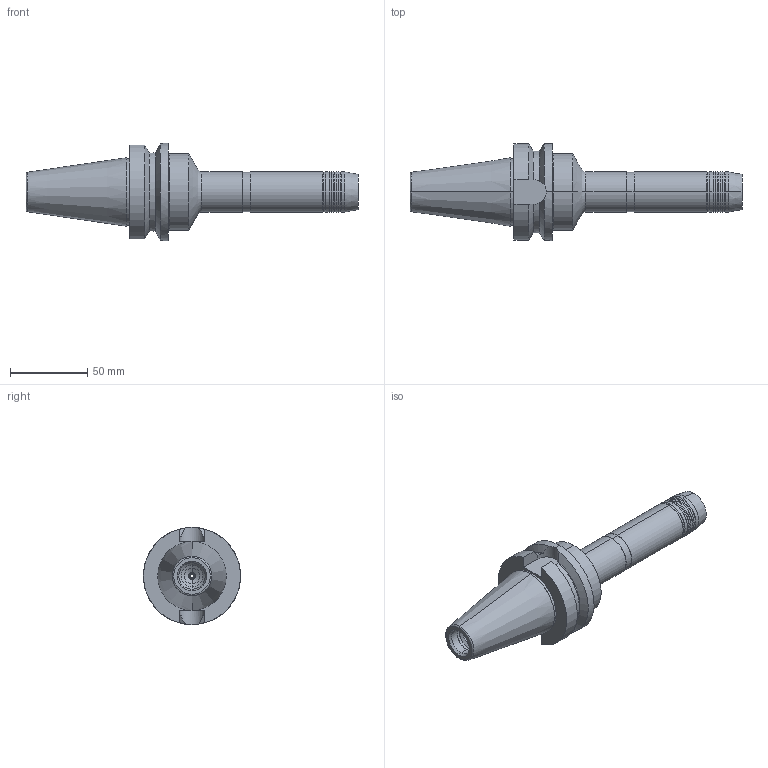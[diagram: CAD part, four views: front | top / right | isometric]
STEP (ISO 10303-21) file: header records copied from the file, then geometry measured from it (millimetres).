
FILE_DESCRIPTION (( 'STEP AP214' ), '1' );
FILE_NAME ('14.12.2018_39.05.043.021.STEP', '2018-12-14T14:45:42', ( '' ), ( '' ), 'SwSTEP 2.0', 'SolidWorks 2014', '' );
FILE_SCHEMA (( 'AUTOMOTIVE_DESIGN' ));
Length unit declared in the file: millimetre
Products named in the file (1): 14.12.2018_39.05.043.021
Bounding box: 215.4 x 63 x 63 mm (x, y, z)
Volume: 200213.3 mm3; surface area: 37789.3 mm2
Topology: 3 solids, 3 shells, 228 faces, 493 edges, 280 vertices
Faces by surface type: cylinder 72, cone 69, plane 69, torus 18
Entity records: 8897 total; most frequent: CARTESIAN_POINT 1361, DIRECTION 1117, ORIENTED_EDGE 978, EDGE_CURVE 489, AXIS2_PLACEMENT_3D 452, VERTEX_POINT 280, EDGE_LOOP 245, UNCERTAINTY_MEASURE_WITH_UNIT 233
